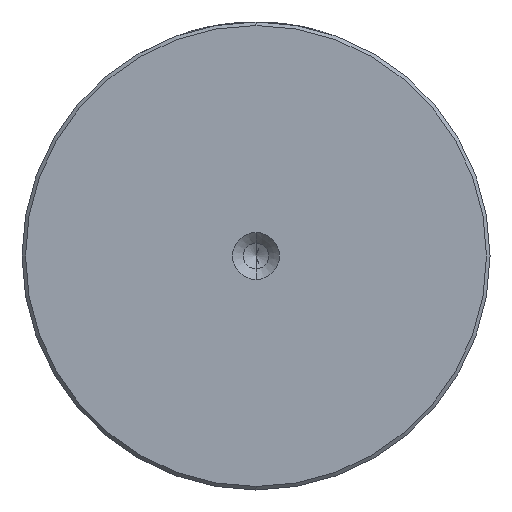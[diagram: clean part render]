
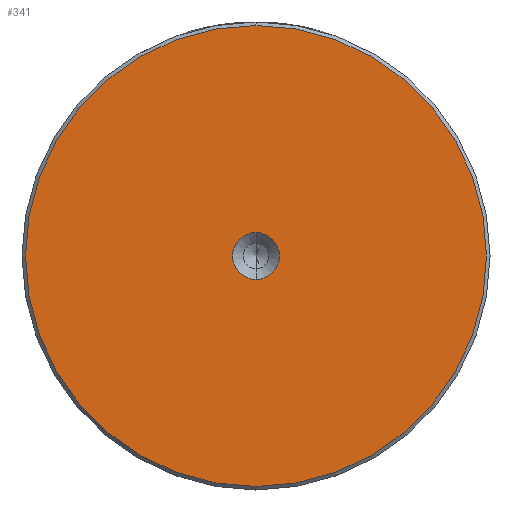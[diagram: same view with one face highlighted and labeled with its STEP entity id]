
A CAD part, left-side view. The second image highlights one B-rep face of the part: STEP entity #341.
In plain terms, the highlighted planar face has unit normal (-1, 0, 0).
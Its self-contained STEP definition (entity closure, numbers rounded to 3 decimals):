
#14 = EDGE_CURVE ( 'NONE', #1738, #1543, #1224, .T. ) ;
#25 = CARTESIAN_POINT ( 'NONE',  ( 0., 0., -3.3 ) ) ;
#125 = ORIENTED_EDGE ( 'NONE', *, *, #14, .T. ) ;
#126 = DIRECTION ( 'NONE',  ( 0., 0., 1. ) ) ;
#129 = CIRCLE ( 'NONE', #2844, 32.5 ) ;
#228 = DIRECTION ( 'NONE',  ( 0., 0., 1. ) ) ;
#285 = CIRCLE ( 'NONE', #2437, 3.3 ) ;
#291 = CARTESIAN_POINT ( 'NONE',  ( 0., 0., 0. ) ) ;
#317 = DIRECTION ( 'NONE',  ( 0., 0., 1. ) ) ;
#341 = ADVANCED_FACE ( 'NONE', ( #576, #730 ), #1292, .T. ) ;
#387 = EDGE_LOOP ( 'NONE', ( #2519, #2576 ) ) ;
#416 = EDGE_CURVE ( 'NONE', #925, #2847, #285, .T. ) ;
#479 = CARTESIAN_POINT ( 'NONE',  ( 0., 0., 32.5 ) ) ;
#531 = DIRECTION ( 'NONE',  ( 0., 0., 1. ) ) ;
#576 = FACE_OUTER_BOUND ( 'NONE', #2951, .T. ) ;
#730 = FACE_BOUND ( 'NONE', #387, .T. ) ;
#796 = CARTESIAN_POINT ( 'NONE',  ( 0., 0., 0. ) ) ;
#824 = AXIS2_PLACEMENT_3D ( 'NONE', #1037, #1151, #1275 ) ;
#925 = VERTEX_POINT ( 'NONE', #1382 ) ;
#1037 = CARTESIAN_POINT ( 'NONE',  ( 0., 0., 0. ) ) ;
#1151 = DIRECTION ( 'NONE',  ( -1., 0., 0. ) ) ;
#1224 = CIRCLE ( 'NONE', #824, 32.5 ) ;
#1275 = DIRECTION ( 'NONE',  ( 0., 0., 1. ) ) ;
#1292 = PLANE ( 'NONE',  #2273 ) ;
#1382 = CARTESIAN_POINT ( 'NONE',  ( 0., 0., 3.3 ) ) ;
#1458 = ORIENTED_EDGE ( 'NONE', *, *, #2846, .T. ) ;
#1543 = VERTEX_POINT ( 'NONE', #479 ) ;
#1602 = AXIS2_PLACEMENT_3D ( 'NONE', #3220, #1703, #228 ) ;
#1603 = DIRECTION ( 'NONE',  ( -1., 0., 0. ) ) ;
#1703 = DIRECTION ( 'NONE',  ( -1., 0., 0. ) ) ;
#1738 = VERTEX_POINT ( 'NONE', #1759 ) ;
#1759 = CARTESIAN_POINT ( 'NONE',  ( 0., 0., -32.5 ) ) ;
#1796 = DIRECTION ( 'NONE',  ( -1., 0., 0. ) ) ;
#2022 = DIRECTION ( 'NONE',  ( -1., 0., 0. ) ) ;
#2273 = AXIS2_PLACEMENT_3D ( 'NONE', #796, #1796, #317 ) ;
#2437 = AXIS2_PLACEMENT_3D ( 'NONE', #3119, #1603, #126 ) ;
#2519 = ORIENTED_EDGE ( 'NONE', *, *, #416, .F. ) ;
#2576 = ORIENTED_EDGE ( 'NONE', *, *, #2687, .F. ) ;
#2687 = EDGE_CURVE ( 'NONE', #2847, #925, #2906, .T. ) ;
#2844 = AXIS2_PLACEMENT_3D ( 'NONE', #291, #2022, #531 ) ;
#2846 = EDGE_CURVE ( 'NONE', #1543, #1738, #129, .T. ) ;
#2847 = VERTEX_POINT ( 'NONE', #25 ) ;
#2906 = CIRCLE ( 'NONE', #1602, 3.3 ) ;
#2951 = EDGE_LOOP ( 'NONE', ( #125, #1458 ) ) ;
#3119 = CARTESIAN_POINT ( 'NONE',  ( 0., 0., 0. ) ) ;
#3220 = CARTESIAN_POINT ( 'NONE',  ( 0., 0., 0. ) ) ;
